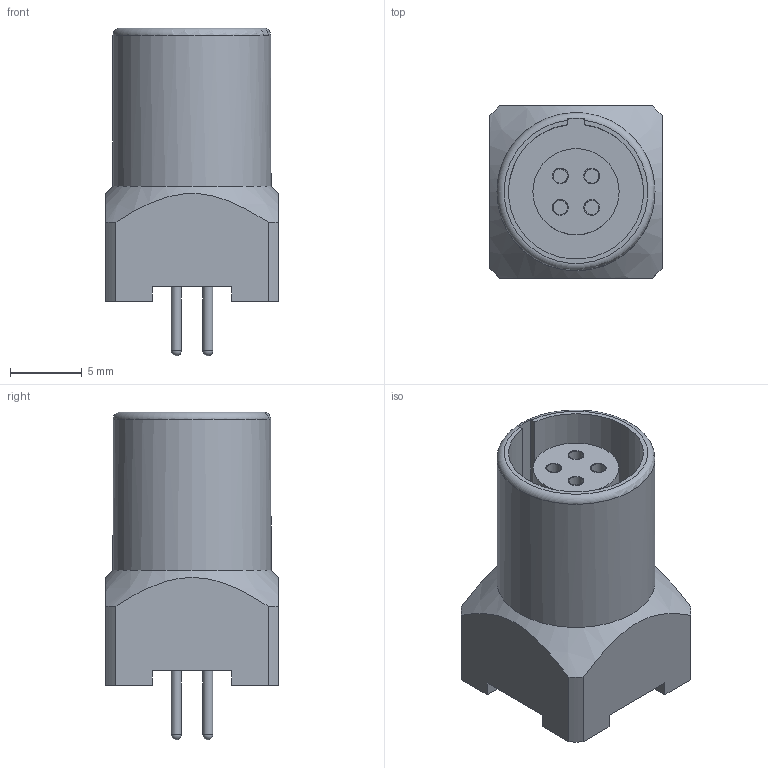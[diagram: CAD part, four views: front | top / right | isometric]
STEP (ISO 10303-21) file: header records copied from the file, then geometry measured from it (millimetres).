
FILE_DESCRIPTION(/* description */ (''),/* implementation_level */ '2;1');
FILE_NAME(/* name */ 'LEMO_EZG.1B.304.NLN_Part2.stp',/* time_stamp */ '2017-03-10T10:02:54+01:00',/* author */ ('riccim'),/* organization */ (''),/* preprocessor_version */ 'ST-DEVELOPER v16.1',/* originating_system */ 'AutoCAD Mechanical',/* authorisation */ '');
FILE_SCHEMA (('AUTOMOTIVE_DESIGN { 1 0 10303 214 3 1 1 }'));
Length unit declared in the file: millimetre
Products named in the file (1): Product
Bounding box: 12 x 12 x 22.8 mm (x, y, z)
Volume: 1503.5 mm3; surface area: 2053.2 mm2
Topology: 10 solids, 10 shells, 73 faces, 158 edges, 105 vertices
Faces by surface type: plane 39, cylinder 28, sphere 4, torus 1, cone 1
Full cylindrical faces by diameter (mm): 0.7 x4, 1 x4, 1.1 x8, 1.6 x4, 6 x1, 11 x1
Entity records: 1849 total; most frequent: DIRECTION 318, CARTESIAN_POINT 313, ORIENTED_EDGE 242, AXIS2_PLACEMENT_3D 131, EDGE_CURVE 121, EDGE_LOOP 117, VERTEX_POINT 96, FACE_OUTER_BOUND 73
